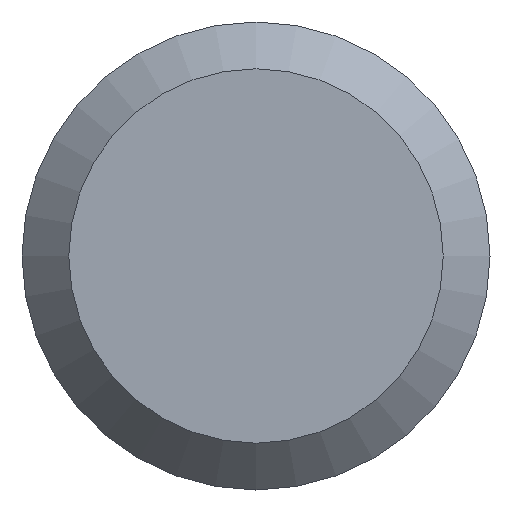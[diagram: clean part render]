
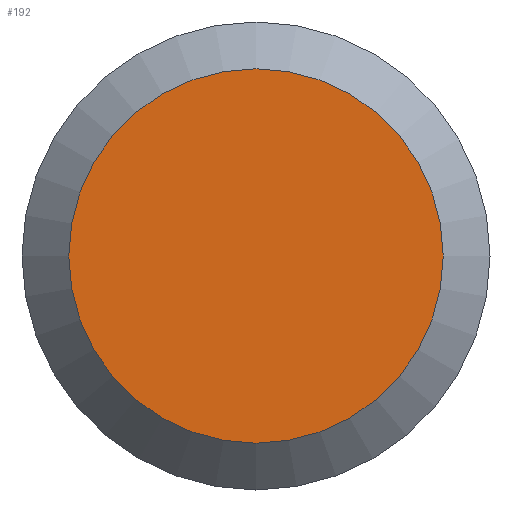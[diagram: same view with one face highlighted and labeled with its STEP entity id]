
A CAD part, left-side view. The second image highlights one B-rep face of the part: STEP entity #192.
In plain terms, the highlighted planar face has unit normal (-1, 0, 0).
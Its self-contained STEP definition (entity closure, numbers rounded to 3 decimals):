
#1 = DIRECTION ( 'NONE',  ( 1., 0., 0. ) ) ;
#15 = VERTEX_POINT ( 'NONE', #74 ) ;
#26 = FACE_OUTER_BOUND ( 'NONE', #196, .T. ) ;
#27 = AXIS2_PLACEMENT_3D ( 'NONE', #91, #1, #206 ) ;
#74 = CARTESIAN_POINT ( 'NONE',  ( 0., 0., -3.88 ) ) ;
#91 = CARTESIAN_POINT ( 'NONE',  ( 0., 4.85, 0. ) ) ;
#106 = DIRECTION ( 'NONE',  ( 0., 0., -1. ) ) ;
#114 = CARTESIAN_POINT ( 'NONE',  ( 0., 0., 0. ) ) ;
#117 = CIRCLE ( 'NONE', #139, 3.88 ) ;
#129 = PLANE ( 'NONE',  #27 ) ;
#133 = EDGE_CURVE ( 'NONE', #15, #15, #117, .T. ) ;
#139 = AXIS2_PLACEMENT_3D ( 'NONE', #114, #148, #106 ) ;
#148 = DIRECTION ( 'NONE',  ( -1., 0., 0. ) ) ;
#177 = ORIENTED_EDGE ( 'NONE', *, *, #133, .T. ) ;
#192 = ADVANCED_FACE ( 'NONE', ( #26 ), #129, .F. ) ;
#196 = EDGE_LOOP ( 'NONE', ( #177 ) ) ;
#206 = DIRECTION ( 'NONE',  ( 0., 0., -1. ) ) ;
